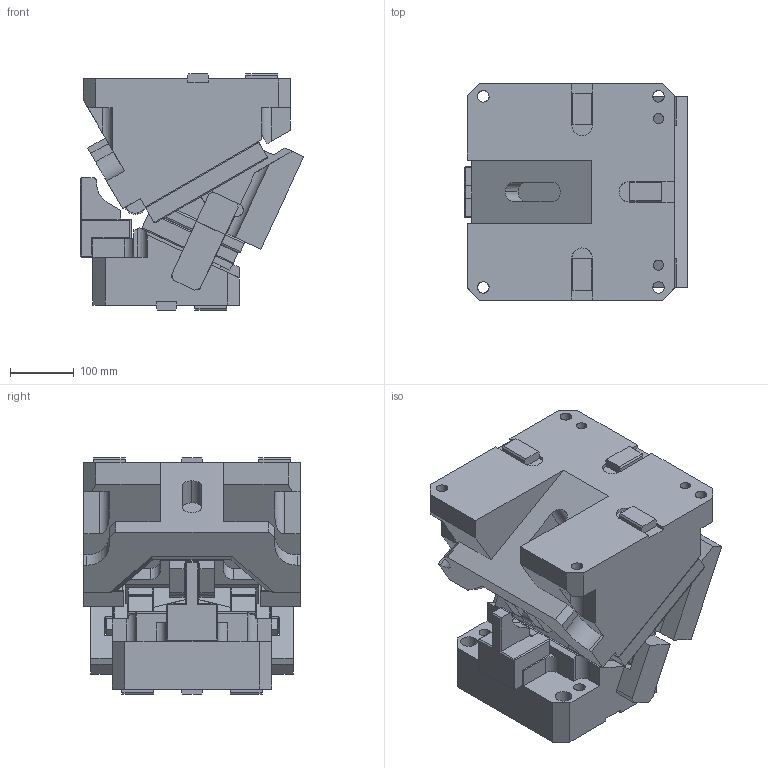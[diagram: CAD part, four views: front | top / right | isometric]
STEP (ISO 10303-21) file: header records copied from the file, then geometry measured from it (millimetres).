
FILE_DESCRIPTION(('CATIA V5 STEP Exchange'),'2;1');
FILE_NAME('CACG_300_25.stp','2015-04-22T10:15:13+00:00',('none'),('none'),'CATIA Version 5 Release 19 SP 2 (IN-10)','CATIA V5 STEP AP203','none');
FILE_SCHEMA(('CONFIG_CONTROL_DESIGN'));
Length unit declared in the file: millimetre
Products named in the file (1): CACG_300_25
Bounding box: 350.94 x 340 x 372 mm (x, y, z)
Volume: 24175445.7 mm3; surface area: 1301405.3 mm2
Topology: 3 solids, 9 shells, 716 faces, 1930 edges, 1224 vertices
Faces by surface type: plane 432, cylinder 276, bspline 8
Entity records: 26695 total; most frequent: CARTESIAN_POINT 9998, ORIENTED_EDGE 3860, DIRECTION 2712, EDGE_CURVE 1930, VECTOR 1447, LINE 1447, VERTEX_POINT 1224, EDGE_LOOP 770
